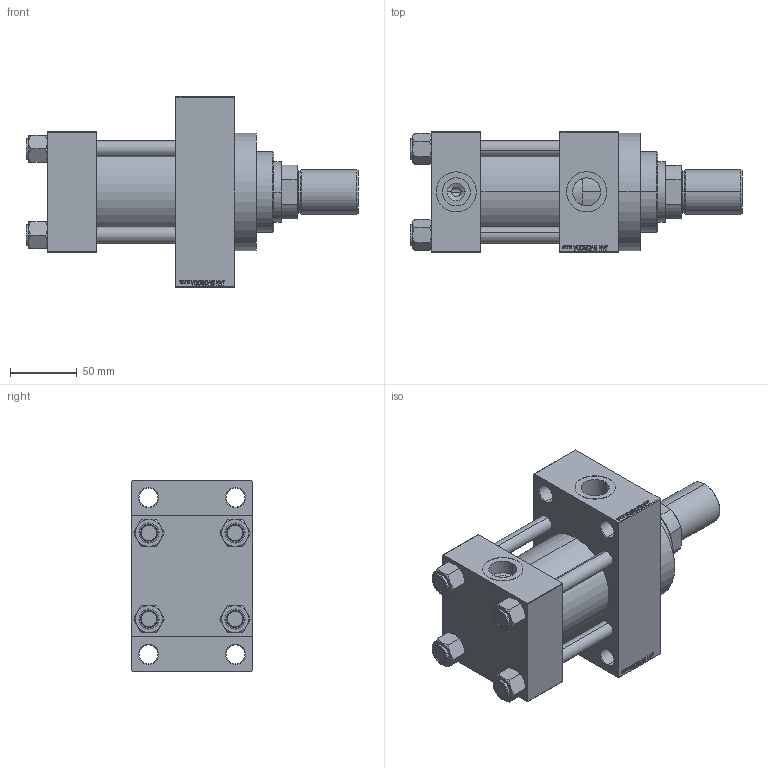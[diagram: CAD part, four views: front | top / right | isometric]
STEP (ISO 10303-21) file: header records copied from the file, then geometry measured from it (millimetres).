
FILE_DESCRIPTION (( 'STEP AP203' ), '1' );
FILE_NAME ('f4b0.STEP', '2022-04-15T13:55:03', ( '' ), ( '' ), 'SwSTEP 2.0', 'SolidWorks 2019', '' );
FILE_SCHEMA (( 'CONFIG_CONTROL_DESIGN' ));
Length unit declared in the file: millimetre
Products named in the file (7): V215CR_VCP_D 0ea04c12ab4d2f9ac7561fec6ede3706; NUT_M5_D 0ea04c12ab4d2f9ac7561fec6ede3706; ROD_END_AH 0ea04c12ab4d2f9ac7561fec6ede3706; V215CR_D_TYCINKA 0ea04c12ab4d2f9ac7561fec6ede3706; V215_VC_A 0ea04c12ab4d2f9ac7561fec6ede3706; V215CR_D_Body 0ea04c12ab4d2f9ac7561fec6ede3706; f4b0
Assembly tree (12 placements, depth 2):
  f4b0
    V215CR_D_Body 0ea04c12ab4d2f9ac7561fec6ede3706
    V215CR_VCP_D 0ea04c12ab4d2f9ac7561fec6ede3706
    NUT_M5_D 0ea04c12ab4d2f9ac7561fec6ede3706  x4
    V215CR_D_TYCINKA 0ea04c12ab4d2f9ac7561fec6ede3706  x4
    V215_VC_A 0ea04c12ab4d2f9ac7561fec6ede3706
    ROD_END_AH 0ea04c12ab4d2f9ac7561fec6ede3706
Bounding box: 248 x 90 x 142 mm (x, y, z)
Volume: 1197901.9 mm3; surface area: 218847.1 mm2
Topology: 12 solids, 12 shells, 1116 faces, 2775 edges, 1795 vertices
Faces by surface type: plane 500, bspline 368, cone 148, cylinder 90, torus 10
Entity records: 47650 total; most frequent: CARTESIAN_POINT 25132, ORIENTED_EDGE 5042, DIRECTION 3259, EDGE_CURVE 2521, VERTEX_POINT 1651, LINE 1511, VECTOR 1511, EDGE_LOOP 1128
